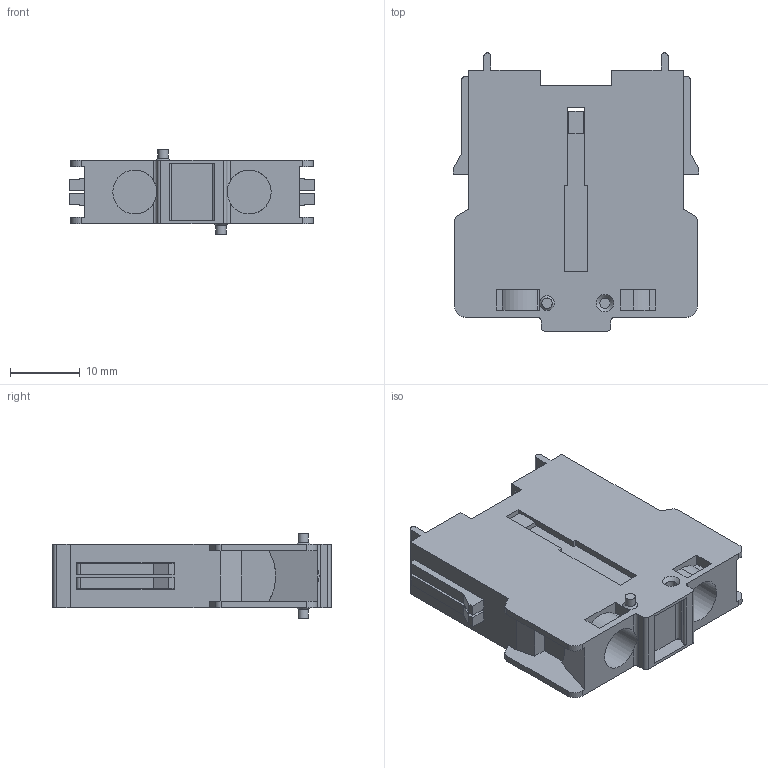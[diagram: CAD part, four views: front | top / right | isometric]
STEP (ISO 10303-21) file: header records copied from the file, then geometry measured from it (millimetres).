
FILE_DESCRIPTION(/* description */ (''),/* implementation_level */ '2;1');
FILE_NAME(/* name */ 'MF_ipt.stp',/* time_stamp */ '2017-04-07T09:30:40+02:00',/* author */ ('ahoffmann'),/* organization */ (''),/* preprocessor_version */ 'ST-DEVELOPER v16.1',/* originating_system */ 'Autodesk Inventor 2016',/* authorisation */ '');
FILE_SCHEMA (('AUTOMOTIVE_DESIGN { 1 0 10303 214 3 1 1 }'));
Length unit declared in the file: millimetre
Products named in the file (1): MF_ipt
Bounding box: 35.2 x 39.9 x 12.1 mm (x, y, z)
Volume: 8414 mm3; surface area: 5357.7 mm2
Topology: 1 solids, 4 shells, 248 faces, 696 edges, 455 vertices
Faces by surface type: plane 202, cylinder 42, cone 4
Full cylindrical faces by diameter (mm): 0.7 x1, 0.8 x1, 1.5 x4, 4 x2, 6.3 x2
Entity records: 7817 total; most frequent: CARTESIAN_POINT 1392, ORIENTED_EDGE 1354, DIRECTION 1262, EDGE_CURVE 676, LINE 584, VECTOR 584, VERTEX_POINT 448, AXIS2_PLACEMENT_3D 339
